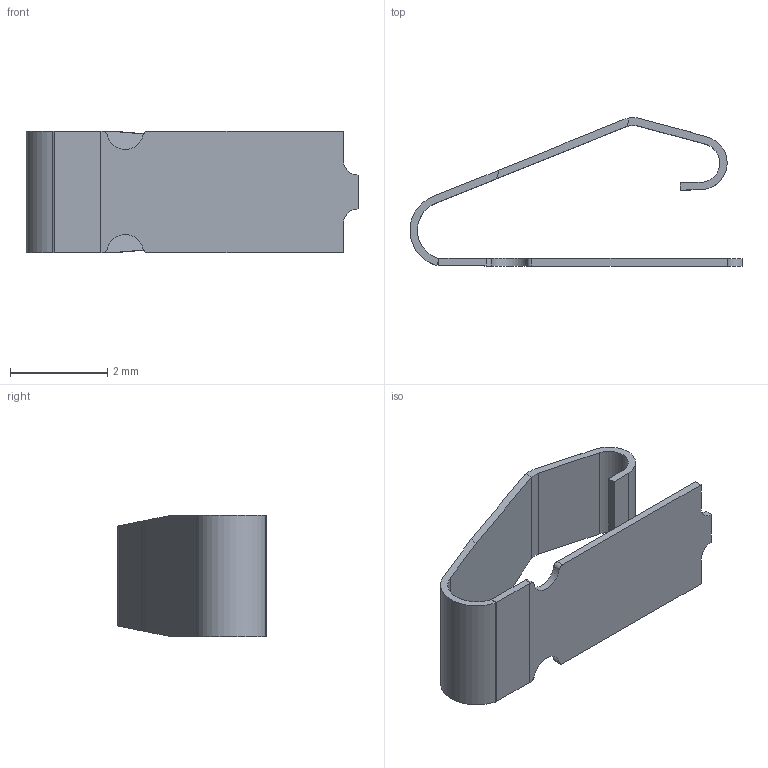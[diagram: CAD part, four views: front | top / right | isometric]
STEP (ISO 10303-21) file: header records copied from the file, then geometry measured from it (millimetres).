
FILE_DESCRIPTION(/* description */ (''),/* implementation_level */ '2;1');
FILE_NAME(/* name */ 'S1791-42R_3mm.step',/* time_stamp */ '2025-06-07T14:18:22+01:00',/* author */ (''),/* organization */ (''),/* preprocessor_version */ 'ST-DEVELOPER v20.1',/* originating_system */ 'Autodesk Translation Framework v14.10.0.0',/* authorisation */ '');
FILE_SCHEMA (('AUTOMOTIVE_DESIGN { 1 0 10303 214 3 1 1 }'));
Length unit declared in the file: millimetre
Products named in the file (3): S1791-42R; Bottom; Top
Assembly tree (2 placements, depth 2):
  S1791-42R
    Bottom
    Top
Bounding box: 6.84 x 3.06 x 2.5 mm (x, y, z)
Volume: 5.6 mm3; surface area: 78.6 mm2
Topology: 2 solids, 2 shells, 44 faces, 118 edges, 78 vertices
Faces by surface type: plane 30, cylinder 14
Entity records: 1477 total; most frequent: DIRECTION 246, CARTESIAN_POINT 245, ORIENTED_EDGE 236, EDGE_CURVE 118, LINE 88, VECTOR 88, AXIS2_PLACEMENT_3D 79, VERTEX_POINT 78
